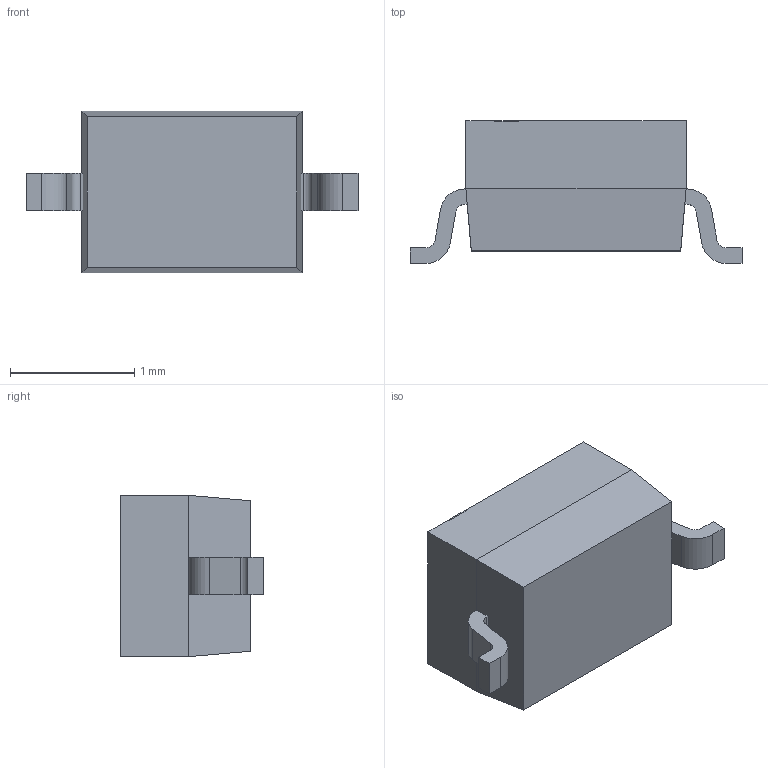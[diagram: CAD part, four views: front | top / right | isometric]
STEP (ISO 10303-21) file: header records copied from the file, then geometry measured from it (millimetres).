
FILE_DESCRIPTION (( 'STEP AP214' ), '1' );
FILE_NAME ('1N4148WS-V-GS08.STEP', '2021-03-02T15:00:03', ( '' ), ( '' ), 'SwSTEP 2.0', 'SolidWorks 2017', '' );
FILE_SCHEMA (( 'AUTOMOTIVE_DESIGN' ));
Length unit declared in the file: millimetre
Products named in the file (1): 1N4148WS-V-GS08
Bounding box: 2.67 x 1.15 x 1.3 mm (x, y, z)
Volume: 2.4 mm3; surface area: 12.8 mm2
Topology: 4 solids, 4 shells, 48 faces, 116 edges, 76 vertices
Faces by surface type: plane 40, cylinder 8
Entity records: 1445 total; most frequent: CARTESIAN_POINT 241, ORIENTED_EDGE 232, DIRECTION 230, EDGE_CURVE 116, VECTOR 100, LINE 100, VERTEX_POINT 76, AXIS2_PLACEMENT_3D 65
